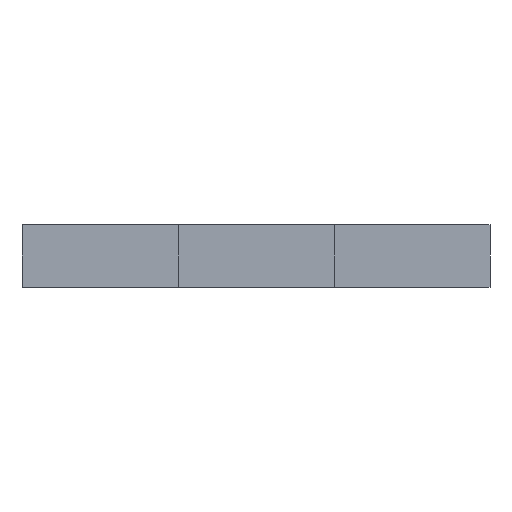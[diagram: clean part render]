
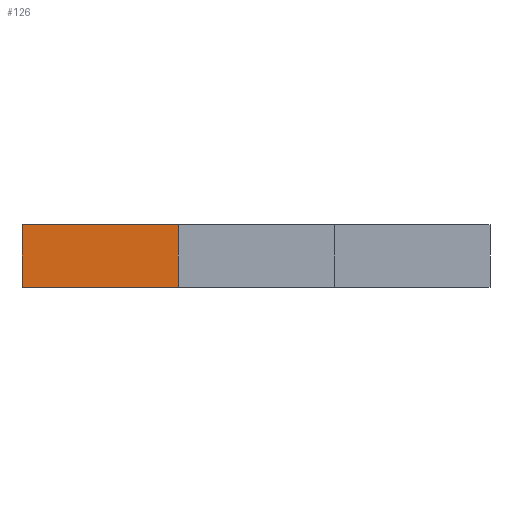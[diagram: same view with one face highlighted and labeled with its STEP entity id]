
A CAD part, front view. The second image highlights one B-rep face of the part: STEP entity #126.
In plain terms, the highlighted planar face has unit normal (0, -1, 0).
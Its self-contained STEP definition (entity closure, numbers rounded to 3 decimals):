
#126=ADVANCED_FACE('',(#218),#172,.F.);
#172=PLANE('',#1398);
#218=FACE_OUTER_BOUND('',#262,.T.);
#262=EDGE_LOOP('',(#333,#334,#335,#336));
#333=ORIENTED_EDGE('',*,*,#681,.T.);
#334=ORIENTED_EDGE('',*,*,#682,.F.);
#335=ORIENTED_EDGE('',*,*,#683,.F.);
#336=ORIENTED_EDGE('',*,*,#678,.T.);
#586=VERTEX_POINT('',#1804);
#587=VERTEX_POINT('',#1806);
#589=VERTEX_POINT('',#1812);
#590=VERTEX_POINT('',#1814);
#678=EDGE_CURVE('',#587,#586,#996,.T.);
#681=EDGE_CURVE('',#586,#589,#999,.T.);
#682=EDGE_CURVE('',#590,#589,#1000,.T.);
#683=EDGE_CURVE('',#587,#590,#1001,.T.);
#996=LINE('',#1805,#1174);
#999=LINE('',#1811,#1177);
#1000=LINE('',#1813,#1178);
#1001=LINE('',#1815,#1179);
#1174=VECTOR('',#1520,1.);
#1177=VECTOR('',#1525,1.);
#1178=VECTOR('',#1526,1.);
#1179=VECTOR('',#1527,1.);
#1398=AXIS2_PLACEMENT_3D('',#1816,#1528,#1529);
#1520=DIRECTION('',(0.,0.,-1.));
#1525=DIRECTION('',(1.,0.,0.));
#1526=DIRECTION('',(0.,0.,-1.));
#1527=DIRECTION('',(1.,0.,0.));
#1528=DIRECTION('',(0.,1.,0.));
#1529=DIRECTION('',(-1.,0.,0.));
#1804=CARTESIAN_POINT('',(-15.,4.,0.));
#1805=CARTESIAN_POINT('',(-15.,4.,4.));
#1806=CARTESIAN_POINT('',(-15.,4.,4.));
#1811=CARTESIAN_POINT('',(-15.,4.,0.));
#1812=CARTESIAN_POINT('',(-5.,4.,0.));
#1813=CARTESIAN_POINT('',(-5.,4.,4.));
#1814=CARTESIAN_POINT('',(-5.,4.,4.));
#1815=CARTESIAN_POINT('',(-15.,4.,4.));
#1816=CARTESIAN_POINT('',(-15.,4.,4.));
